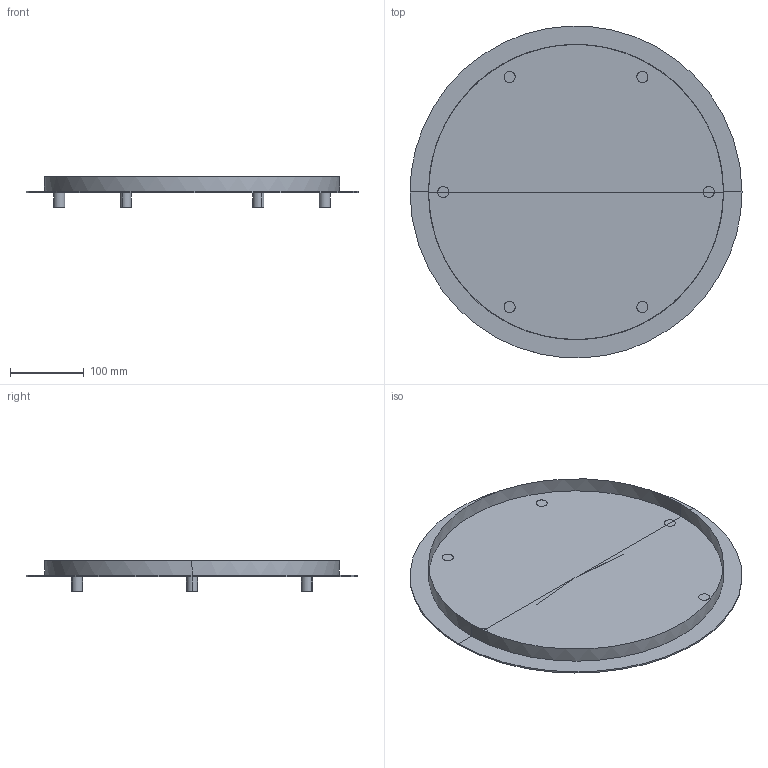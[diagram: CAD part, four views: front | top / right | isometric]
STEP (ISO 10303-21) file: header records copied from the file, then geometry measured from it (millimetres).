
FILE_DESCRIPTION(/* description */ (''),/* implementation_level */ '2;1');
FILE_NAME(/* name */ '1744.M.185_MOSE',/* time_stamp */ '2023-01-24T18:25:59+01:00',/* author */ (''),/* organization */ (''),/* preprocessor_version */ 'ST-DEVELOPER v16.5',/* originating_system */ 'Rhino 7.15',/* authorisation */ '');
FILE_SCHEMA (('CONFIG_CONTROL_DESIGN'));
Length unit declared in the file: millimetre
Products named in the file (1): Document
Bounding box: 450 x 449.6 x 42 mm (x, y, z)
Volume: 21215.7 mm3; surface area: 228432.4 mm2
Topology: 6 solids, 7 shells, 32 faces, 54 edges, 33 vertices
Faces by surface type: cylinder 16, plane 12, bspline 4
Entity records: 788 total; most frequent: CARTESIAN_POINT 304, ORIENTED_EDGE 102, EDGE_CURVE 52, DIRECTION 34, VERTEX_POINT 33, ADVANCED_FACE 32, FACE_OUTER_BOUND 32, EDGE_LOOP 32
